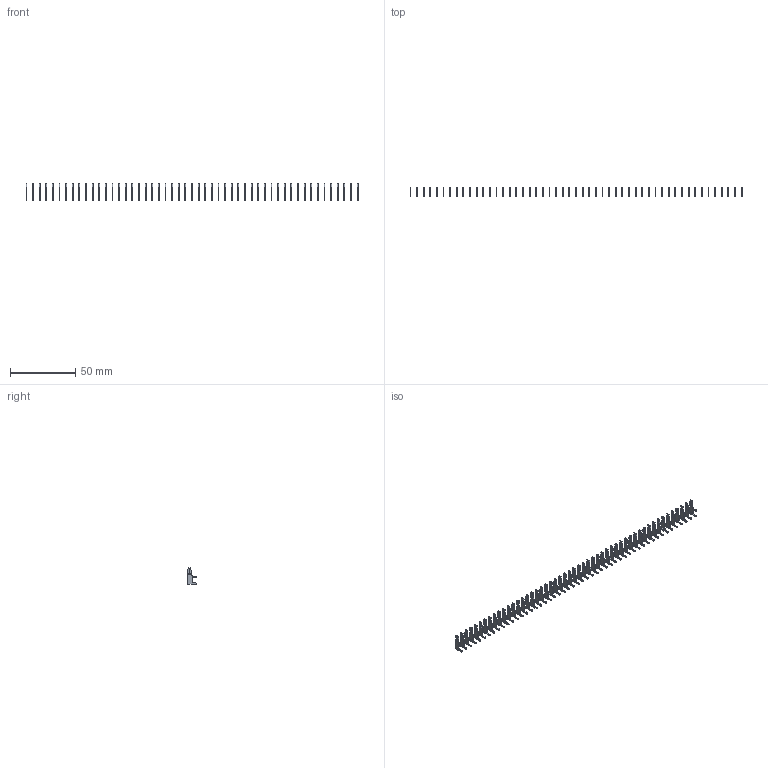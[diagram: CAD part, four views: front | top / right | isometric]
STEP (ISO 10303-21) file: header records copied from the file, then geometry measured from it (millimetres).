
FILE_DESCRIPTION (( 'STEP AP203' ), '1' );
FILE_NAME ('105-051-203-200.STEP', '2020-08-30T00:31:09', ( '' ), ( '' ), 'SwSTEP 2.0', 'SolidWorks 2020', '' );
FILE_SCHEMA (( 'CONFIG_CONTROL_DESIGN' ));
Length unit declared in the file: inch
Products named in the file (2): 105-051-203-200; 100-290-001_100-290-203
Assembly tree (51 placements, depth 2):
  105-051-203-200
    100-290-001_100-290-203  x51
Bounding box: 254.6 x 6.53 x 12.7 mm (x, y, z)
Volume: 1287.5 mm3; surface area: 5901.7 mm2
Topology: 51 solids, 51 shells, 1428 faces, 3978 edges, 2652 vertices
Faces by surface type: plane 1071, cylinder 357
Entity records: 2696 total; most frequent: DIRECTION 252, CARTESIAN_POINT 224, ORIENTED_EDGE 156, COORDINATED_UNIVERSAL_TIME_OFFSET 112, CALENDAR_DATE 112, DATE_AND_TIME 112, LOCAL_TIME 112, AXIS2_PLACEMENT_3D 96
